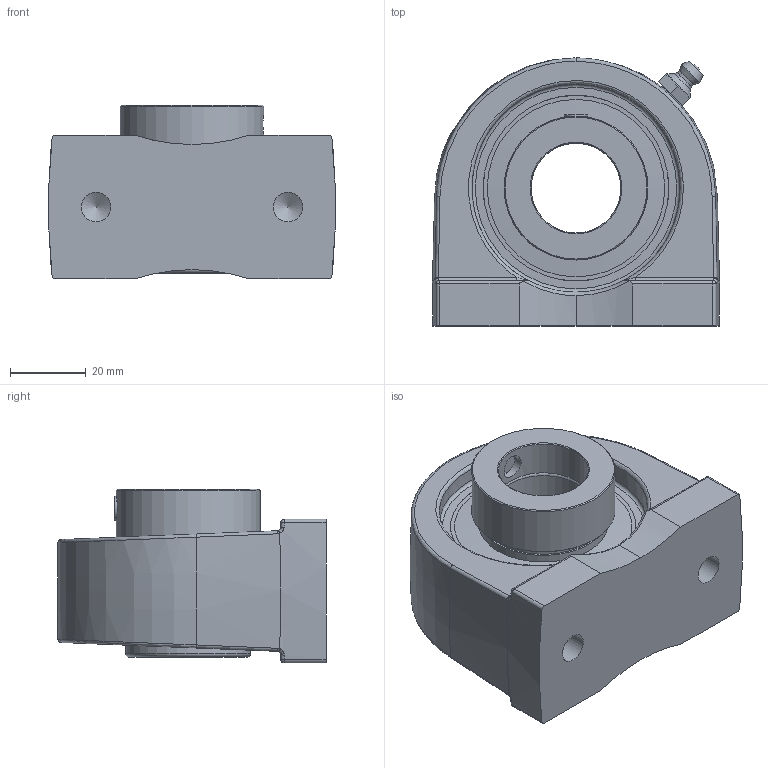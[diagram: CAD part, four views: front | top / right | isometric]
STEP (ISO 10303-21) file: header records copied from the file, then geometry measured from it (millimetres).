
FILE_DESCRIPTION(('HOOPS Exchange Step'),'2;1');
FILE_NAME('export-AE177950-5ACB-461C-A663-75A6046047A2.stp','2019-12-13T14:51:00-08:00',('ibuslach'),('Alibre'),'HOOPS Exchange 2019.2','Alibre','Unknown authorisation');
FILE_SCHEMA( ('AP242_MANAGED_MODEL_BASED_3D_ENGINEERING_MIM_LF {1 0 10303 442 1 1 4 }') );
Length unit declared in the file: centimetre
Products named in the file (8): MRN SPA 205; UCP ZERK 6mm; SHC 205-15 RACE; SHC 205-15 COLLAR; SHC 205-15 SHIELD; SHC 204 SS; MRN SHC 205-15; MRN SHCPA 205-15
Assembly tree (7 placements, depth 3):
  MRN SHCPA 205-15
    MRN SPA 205
    UCP ZERK 6mm
    MRN SHC 205-15
      SHC 205-15 RACE
      SHC 205-15 COLLAR
      SHC 205-15 SHIELD
      SHC 204 SS
Bounding box: 76 x 71 x 45.96 mm (x, y, z)
Volume: 88071.4 mm3; surface area: 43849 mm2
Topology: 6 solids, 60 shells, 231 faces, 717 edges, 519 vertices
Faces by surface type: cylinder 59, plane 55, torus 47, bspline 28, cone 23, sphere 19
Full cylindrical faces by diameter (mm): 1.507 x2, 6 x2, 6.35 x3, 7.798 x2, 23.812 x2, 30.683 x2, 33.02 x4, 34.036 x2, 38.1 x1, 45.212 x2, 46.99 x4, 55.143 x2
Entity records: 14651 total; most frequent: CARTESIAN_POINT 8053, DIRECTION 1414, ORIENTED_EDGE 1155, EDGE_CURVE 696, AXIS2_PLACEMENT_3D 636, VERTEX_POINT 533, CIRCLE 404, EDGE_LOOP 264
